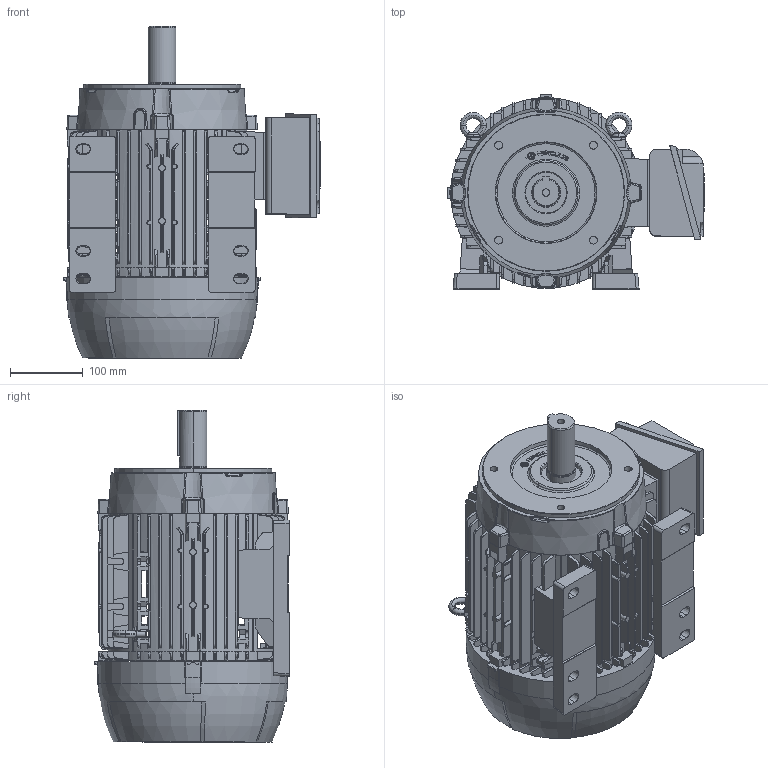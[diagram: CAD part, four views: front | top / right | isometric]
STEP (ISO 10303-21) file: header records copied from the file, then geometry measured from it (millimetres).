
FILE_DESCRIPTION (( 'STEP AP203' ), '1' );
FILE_NAME ('132S_CP_FC_LEFT.STEP', '2022-07-27T11:42:55', ( '' ), ( '' ), 'SwSTEP 2.0', 'SolidWorks 2020', '' );
FILE_SCHEMA (( 'CONFIG_CONTROL_DESIGN' ));
Length unit declared in the file: millimetre
Products named in the file (1): 132S_CP_FC_LEFT
Bounding box: 352.04 x 266.9 x 456 mm (x, y, z)
Surface area: 883614.5 mm2 (no closed solid volume)
Topology: 0 solids, 20 shells, 2039 faces, 6150 edges, 4139 vertices
Faces by surface type: plane 1185, cone 370, bspline 259, cylinder 154, torus 63, sphere 8
Entity records: 79741 total; most frequent: CARTESIAN_POINT 29262, ORIENTED_EDGE 11215, DIRECTION 8844, EDGE_CURVE 6150, VERTEX_POINT 4139, VECTOR 3134, LINE 3134, AXIS2_PLACEMENT_3D 2855
